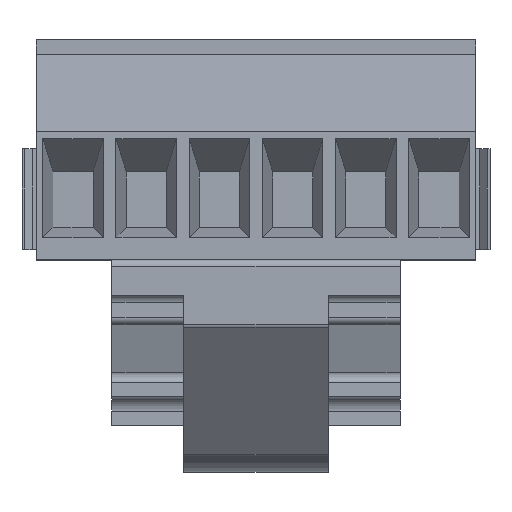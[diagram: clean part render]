
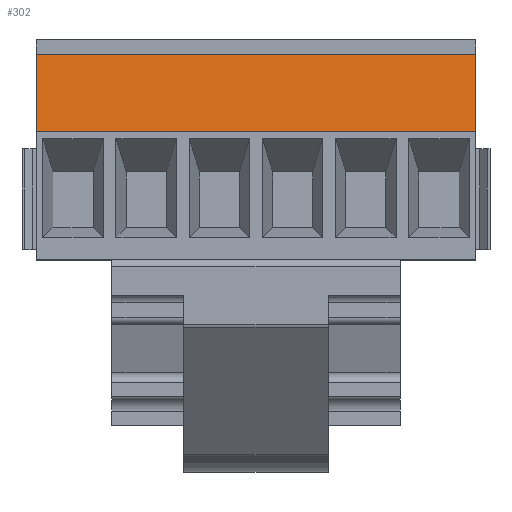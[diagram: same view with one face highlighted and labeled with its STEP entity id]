
A CAD part, top view. The second image highlights one B-rep face of the part: STEP entity #302.
In plain terms, the highlighted planar face has unit normal (0, 0.148, 0.989).
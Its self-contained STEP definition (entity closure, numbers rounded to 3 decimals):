
#275=AXIS2_PLACEMENT_3D('Plane Axis2P3D',#272,#273,#274) ;
#243=CARTESIAN_POINT('Vertex',(31.48,23.6,38.85)) ;
#246=CARTESIAN_POINT('Line Origine',(16.24,23.6,38.85)) ;
#250=CARTESIAN_POINT('Vertex',(1.,23.6,38.85)) ;
#272=CARTESIAN_POINT('Axis2P3D Location',(1.,23.6,38.85)) ;
#277=CARTESIAN_POINT('Line Origine',(31.48,26.275,38.45)) ;
#281=CARTESIAN_POINT('Vertex',(31.48,28.95,38.05)) ;
#284=CARTESIAN_POINT('Line Origine',(16.24,28.95,38.05)) ;
#288=CARTESIAN_POINT('Vertex',(1.,28.95,38.05)) ;
#291=CARTESIAN_POINT('Line Origine',(1.,26.275,38.45)) ;
#247=DIRECTION('Vector Direction',(1.,0.,0.)) ;
#273=DIRECTION('Axis2P3D Direction',(0.,-0.148,-0.989)) ;
#274=DIRECTION('Axis2P3D XDirection',(0.,0.989,-0.148)) ;
#278=DIRECTION('Vector Direction',(0.,0.989,-0.148)) ;
#285=DIRECTION('Vector Direction',(1.,0.,0.)) ;
#292=DIRECTION('Vector Direction',(0.,0.989,-0.148)) ;
#248=VECTOR('Line Direction',#247,1.) ;
#279=VECTOR('Line Direction',#278,1.) ;
#286=VECTOR('Line Direction',#285,1.) ;
#293=VECTOR('Line Direction',#292,1.) ;
#297=ORIENTED_EDGE('',*,*,#283,.T.) ;
#298=ORIENTED_EDGE('',*,*,#290,.F.) ;
#299=ORIENTED_EDGE('',*,*,#295,.F.) ;
#300=ORIENTED_EDGE('',*,*,#252,.T.) ;
#302=ADVANCED_FACE('HOUSING',(#301),#276,.F.) ;
#252=EDGE_CURVE('',#251,#244,#249,.T.) ;
#283=EDGE_CURVE('',#244,#282,#280,.T.) ;
#290=EDGE_CURVE('',#289,#282,#287,.T.) ;
#295=EDGE_CURVE('',#251,#289,#294,.T.) ;
#296=EDGE_LOOP('',(#297,#298,#299,#300)) ;
#301=FACE_OUTER_BOUND('',#296,.T.) ;
#249=LINE('Line',#246,#248) ;
#280=LINE('Line',#277,#279) ;
#287=LINE('Line',#284,#286) ;
#294=LINE('Line',#291,#293) ;
#276=PLANE('',#275) ;
#244=VERTEX_POINT('',#243) ;
#251=VERTEX_POINT('',#250) ;
#282=VERTEX_POINT('',#281) ;
#289=VERTEX_POINT('',#288) ;
